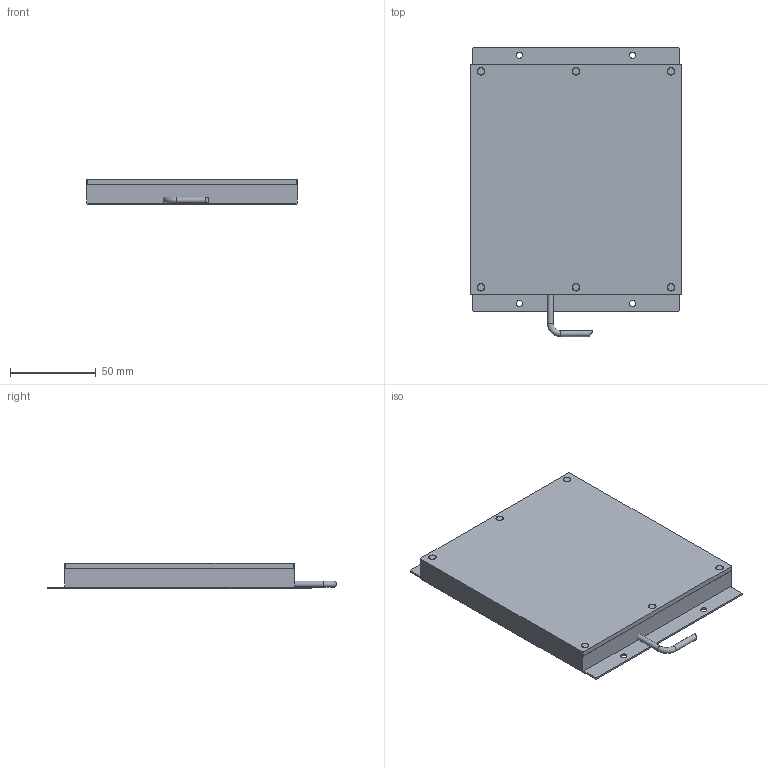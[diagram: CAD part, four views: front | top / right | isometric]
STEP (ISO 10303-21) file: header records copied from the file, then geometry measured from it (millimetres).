
FILE_DESCRIPTION (( 'STEP AP203' ), '1' );
FILE_NAME ('SBL-120X120x.STEP', '2016-02-12T06:50:57', ( 'CCS Inc' ), ( 'CCS Inc' ), 'SwSTEP 2.0', 'SolidWorks 2011', '' );
FILE_SCHEMA (( 'CONFIG_CONTROL_DESIGN' ));
Length unit declared in the file: millimetre
Products named in the file (1): SBL-120X120x
Bounding box: 123 x 168.75 x 15 mm (x, y, z)
Volume: 250082 mm3; surface area: 79376.9 mm2
Topology: 9 solids, 9 shells, 81 faces, 170 edges, 107 vertices
Faces by surface type: plane 41, cylinder 26, cone 12, torus 1, bspline 1
Full cylindrical faces by diameter (mm): 2 x6, 2.4 x6, 3.5 x2, 3.6 x4, 4 x6
Entity records: 2077 total; most frequent: CARTESIAN_POINT 374, DIRECTION 346, ORIENTED_EDGE 256, EDGE_LOOP 138, AXIS2_PLACEMENT_3D 138, EDGE_CURVE 128, FACE_OUTER_BOUND 106, VERTEX_POINT 102
